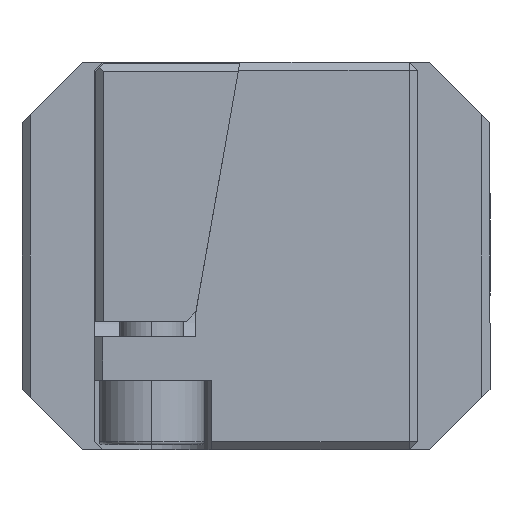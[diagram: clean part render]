
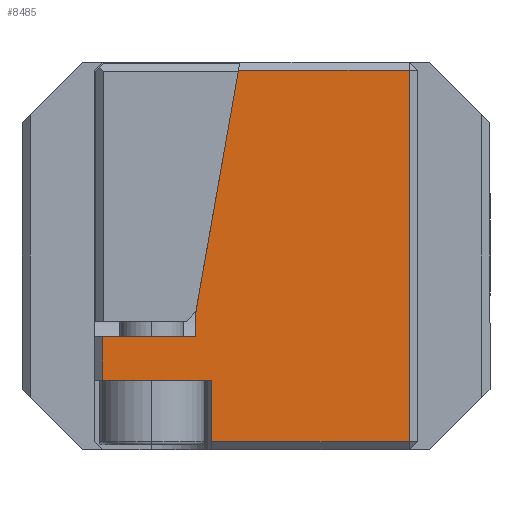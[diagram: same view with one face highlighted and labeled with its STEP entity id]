
A CAD part, left-side view. The second image highlights one B-rep face of the part: STEP entity #8485.
In plain terms, the highlighted planar face has unit normal (-1, 0, 0).
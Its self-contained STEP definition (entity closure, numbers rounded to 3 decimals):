
#211 = LINE ( 'NONE', #4740, #2987 ) ;
#308 = VECTOR ( 'NONE', #20054, 1000. ) ;
#550 = FACE_OUTER_BOUND ( 'NONE', #15986, .T. ) ;
#882 = ORIENTED_EDGE ( 'NONE', *, *, #12717, .F. ) ;
#1012 = LINE ( 'NONE', #7189, #12472 ) ;
#1195 = EDGE_CURVE ( 'NONE', #14088, #16525, #211, .T. ) ;
#1738 = VERTEX_POINT ( 'NONE', #14799 ) ;
#2008 = VERTEX_POINT ( 'NONE', #17051 ) ;
#2801 = CARTESIAN_POINT ( 'NONE',  ( -140., 7.5, 24. ) ) ;
#2827 = LINE ( 'NONE', #10449, #308 ) ;
#2987 = VECTOR ( 'NONE', #12783, 1000. ) ;
#2989 = ORIENTED_EDGE ( 'NONE', *, *, #18493, .T. ) ;
#3026 = CARTESIAN_POINT ( 'NONE',  ( -140., 19., 24. ) ) ;
#3167 = VECTOR ( 'NONE', #8504, 1000. ) ;
#3230 = LINE ( 'NONE', #12824, #5775 ) ;
#3347 = ORIENTED_EDGE ( 'NONE', *, *, #3761, .T. ) ;
#3614 = CARTESIAN_POINT ( 'NONE',  ( -140., -19., -23. ) ) ;
#3712 = LINE ( 'NONE', #8533, #10711 ) ;
#3761 = EDGE_CURVE ( 'NONE', #14330, #13859, #3230, .T. ) ;
#4307 = EDGE_CURVE ( 'NONE', #13203, #14330, #3712, .T. ) ;
#4718 = LINE ( 'NONE', #14500, #9256 ) ;
#4723 = ORIENTED_EDGE ( 'NONE', *, *, #4307, .T. ) ;
#4740 = CARTESIAN_POINT ( 'NONE',  ( -140., -19., 24. ) ) ;
#5179 = DIRECTION ( 'NONE',  ( 1., 0., 0. ) ) ;
#5775 = VECTOR ( 'NONE', #7857, 1000. ) ;
#6319 = CARTESIAN_POINT ( 'NONE',  ( -140., 2.176, 23. ) ) ;
#6420 = LINE ( 'NONE', #3026, #14495 ) ;
#6671 = VERTEX_POINT ( 'NONE', #6932 ) ;
#6932 = CARTESIAN_POINT ( 'NONE',  ( -140., 19., -10. ) ) ;
#6953 = ORIENTED_EDGE ( 'NONE', *, *, #9509, .T. ) ;
#7029 = LINE ( 'NONE', #2801, #12173 ) ;
#7189 = CARTESIAN_POINT ( 'NONE',  ( -140., 7.995, -10. ) ) ;
#7857 = DIRECTION ( 'NONE',  ( 0., 0., -1. ) ) ;
#8207 = DIRECTION ( 'NONE',  ( 0., -1., 0. ) ) ;
#8454 = DIRECTION ( 'NONE',  ( 0., 0., -1. ) ) ;
#8485 = ADVANCED_FACE ( 'NONE', ( #550 ), #17851, .F. ) ;
#8504 = DIRECTION ( 'NONE',  ( 0., 1., 0. ) ) ;
#8533 = CARTESIAN_POINT ( 'NONE',  ( -140., 20., -15.4 ) ) ;
#8747 = DIRECTION ( 'NONE',  ( 0., -1., 0. ) ) ;
#9093 = CARTESIAN_POINT ( 'NONE',  ( -140., 5.5, -23. ) ) ;
#9256 = VECTOR ( 'NONE', #8207, 1000. ) ;
#9509 = EDGE_CURVE ( 'NONE', #16525, #12335, #16659, .T. ) ;
#10449 = CARTESIAN_POINT ( 'NONE',  ( -140., 20., -10. ) ) ;
#10711 = VECTOR ( 'NONE', #8747, 1000. ) ;
#11462 = EDGE_CURVE ( 'NONE', #6671, #13203, #6420, .T. ) ;
#12156 = CARTESIAN_POINT ( 'NONE',  ( -140., -19., 23. ) ) ;
#12173 = VECTOR ( 'NONE', #13328, 1000. ) ;
#12290 = EDGE_CURVE ( 'NONE', #6671, #2008, #2827, .T. ) ;
#12335 = VERTEX_POINT ( 'NONE', #6319 ) ;
#12472 = VECTOR ( 'NONE', #19788, 1000. ) ;
#12717 = EDGE_CURVE ( 'NONE', #2008, #1738, #7029, .T. ) ;
#12783 = DIRECTION ( 'NONE',  ( 0., 0., 1. ) ) ;
#12824 = CARTESIAN_POINT ( 'NONE',  ( -140., 5.5, 24. ) ) ;
#13203 = VERTEX_POINT ( 'NONE', #18878 ) ;
#13261 = ORIENTED_EDGE ( 'NONE', *, *, #1195, .T. ) ;
#13328 = DIRECTION ( 'NONE',  ( 0., 0., 1. ) ) ;
#13859 = VERTEX_POINT ( 'NONE', #9093 ) ;
#14045 = DIRECTION ( 'NONE',  ( 0., 0., -1. ) ) ;
#14088 = VERTEX_POINT ( 'NONE', #3614 ) ;
#14330 = VERTEX_POINT ( 'NONE', #16690 ) ;
#14495 = VECTOR ( 'NONE', #14045, 1000. ) ;
#14500 = CARTESIAN_POINT ( 'NONE',  ( -140., 20., -23. ) ) ;
#14561 = CARTESIAN_POINT ( 'NONE',  ( -140., 20., 24. ) ) ;
#14699 = EDGE_CURVE ( 'NONE', #1738, #12335, #1012, .T. ) ;
#14706 = ORIENTED_EDGE ( 'NONE', *, *, #14699, .F. ) ;
#14799 = CARTESIAN_POINT ( 'NONE',  ( -140., 7.5, -7.192 ) ) ;
#15269 = ORIENTED_EDGE ( 'NONE', *, *, #11462, .T. ) ;
#15986 = EDGE_LOOP ( 'NONE', ( #15269, #4723, #3347, #2989, #13261, #6953, #14706, #882, #17611 ) ) ;
#16525 = VERTEX_POINT ( 'NONE', #12156 ) ;
#16659 = LINE ( 'NONE', #19466, #3167 ) ;
#16690 = CARTESIAN_POINT ( 'NONE',  ( -140., 5.5, -15.4 ) ) ;
#17051 = CARTESIAN_POINT ( 'NONE',  ( -140., 7.5, -10. ) ) ;
#17611 = ORIENTED_EDGE ( 'NONE', *, *, #12290, .F. ) ;
#17851 = PLANE ( 'NONE',  #18615 ) ;
#18493 = EDGE_CURVE ( 'NONE', #13859, #14088, #4718, .T. ) ;
#18615 = AXIS2_PLACEMENT_3D ( 'NONE', #14561, #5179, #8454 ) ;
#18878 = CARTESIAN_POINT ( 'NONE',  ( -140., 19., -15.4 ) ) ;
#19466 = CARTESIAN_POINT ( 'NONE',  ( -140., 20., 23. ) ) ;
#19788 = DIRECTION ( 'NONE',  ( 0., -0.174, 0.985 ) ) ;
#20054 = DIRECTION ( 'NONE',  ( 0., -1., 0. ) ) ;
